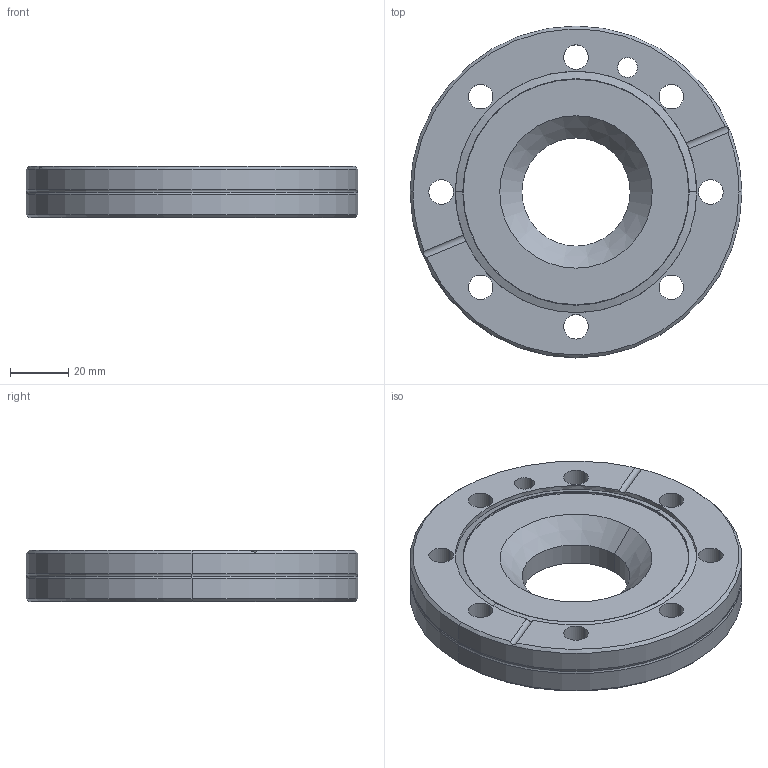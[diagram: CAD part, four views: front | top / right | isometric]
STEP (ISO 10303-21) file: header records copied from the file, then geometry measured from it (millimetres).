
FILE_DESCRIPTION (( 'STEP AP214' ), '1' );
FILE_NAME ('480FLR063-040.step', '2017-07-10T04:58:39', ( 'install' ), ( '' ), 'SwSTEP 2.0', 'SolidWorks 2015', '' );
FILE_SCHEMA (( 'AUTOMOTIVE_DESIGN' ));
Length unit declared in the file: millimetre
Products named in the file (1): 480FLR063-040
Bounding box: 113.5 x 113.5 x 17.5 mm (x, y, z)
Volume: 138040.7 mm3; surface area: 30541.6 mm2
Topology: 1 solids, 1 shells, 85 faces, 210 edges, 122 vertices
Faces by surface type: cylinder 44, cone 26, torus 8, plane 5, sphere 2
Entity records: 2752 total; most frequent: CARTESIAN_POINT 492, DIRECTION 482, ORIENTED_EDGE 396, AXIS2_PLACEMENT_3D 204, EDGE_CURVE 198, VERTEX_POINT 122, CIRCLE 118, EDGE_LOOP 112
